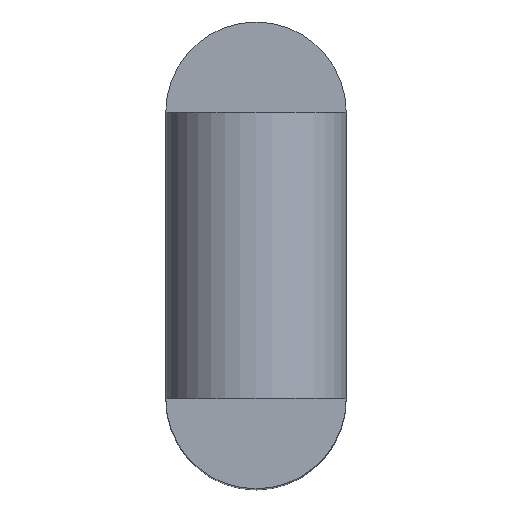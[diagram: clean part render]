
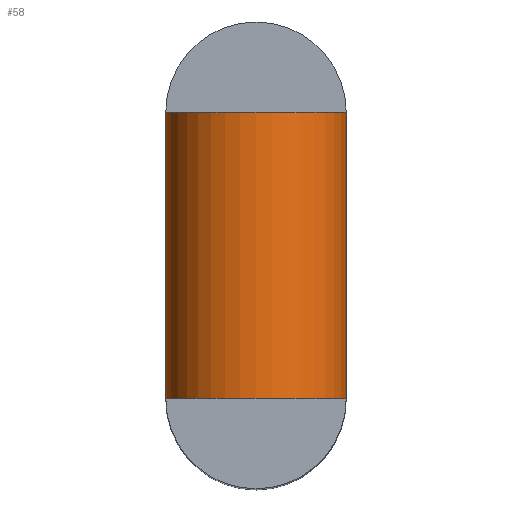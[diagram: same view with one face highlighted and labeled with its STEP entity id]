
A CAD part, top view. The second image highlights one B-rep face of the part: STEP entity #58.
In plain terms, the highlighted cylindrical face has radius 0.8 mm (diameter 1.6 mm), a full revolution.
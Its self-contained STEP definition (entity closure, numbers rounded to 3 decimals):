
#22 = VERTEX_POINT('',#23);
#23 = CARTESIAN_POINT('',(-0.8,-2.54,1.));
#24 = VERTEX_POINT('',#25);
#25 = CARTESIAN_POINT('',(0.8,-2.54,1.));
#31 = EDGE_CURVE('',#24,#22,#32,.T.);
#32 = CIRCLE('',#33,0.8);
#33 = AXIS2_PLACEMENT_3D('',#34,#35,#36);
#34 = CARTESIAN_POINT('',(0.,-2.54,1.));
#35 = DIRECTION('',(0.,-1.,0.));
#36 = DIRECTION('',(1.,0.,0.));
#58 = ADVANCED_FACE('',(#59),#103,.T.);
#59 = FACE_BOUND('',#60,.T.);
#60 = EDGE_LOOP('',(#61,#69,#76,#77,#78,#87,#96));
#61 = ORIENTED_EDGE('',*,*,#62,.T.);
#62 = EDGE_CURVE('',#63,#24,#65,.T.);
#63 = VERTEX_POINT('',#64);
#64 = CARTESIAN_POINT('',(0.8,0.,1.));
#65 = LINE('',#66,#67);
#66 = CARTESIAN_POINT('',(0.8,0.,1.));
#67 = VECTOR('',#68,1.);
#68 = DIRECTION('',(0.,-1.,0.));
#69 = ORIENTED_EDGE('',*,*,#70,.F.);
#70 = EDGE_CURVE('',#22,#24,#71,.T.);
#71 = ELLIPSE('',#72,1.131,0.8);
#72 = AXIS2_PLACEMENT_3D('',#73,#74,#75);
#73 = CARTESIAN_POINT('',(0.,-2.54,1.));
#74 = DIRECTION('',(0.,-0.707,-0.707));
#75 = DIRECTION('',(0.,-0.707,0.707));
#76 = ORIENTED_EDGE('',*,*,#31,.F.);
#77 = ORIENTED_EDGE('',*,*,#62,.F.);
#78 = ORIENTED_EDGE('',*,*,#79,.T.);
#79 = EDGE_CURVE('',#63,#80,#82,.T.);
#80 = VERTEX_POINT('',#81);
#81 = CARTESIAN_POINT('',(-0.8,0.,1.));
#82 = CIRCLE('',#83,0.8);
#83 = AXIS2_PLACEMENT_3D('',#84,#85,#86);
#84 = CARTESIAN_POINT('',(0.,0.,1.));
#85 = DIRECTION('',(0.,-1.,0.));
#86 = DIRECTION('',(1.,0.,0.));
#87 = ORIENTED_EDGE('',*,*,#88,.T.);
#88 = EDGE_CURVE('',#80,#89,#91,.T.);
#89 = VERTEX_POINT('',#90);
#90 = CARTESIAN_POINT('',(0.,-0.8,0.2));
#91 = ELLIPSE('',#92,1.131,0.8);
#92 = AXIS2_PLACEMENT_3D('',#93,#94,#95);
#93 = CARTESIAN_POINT('',(0.,0.,1.));
#94 = DIRECTION('',(0.,-0.707,0.707));
#95 = DIRECTION('',(0.,-0.707,-0.707));
#96 = ORIENTED_EDGE('',*,*,#97,.T.);
#97 = EDGE_CURVE('',#89,#63,#98,.T.);
#98 = ELLIPSE('',#99,1.131,0.8);
#99 = AXIS2_PLACEMENT_3D('',#100,#101,#102);
#100 = CARTESIAN_POINT('',(0.,0.,1.));
#101 = DIRECTION('',(0.,-0.707,0.707));
#102 = DIRECTION('',(0.,-0.707,-0.707));
#103 = CYLINDRICAL_SURFACE('',#104,0.8);
#104 = AXIS2_PLACEMENT_3D('',#105,#106,#107);
#105 = CARTESIAN_POINT('',(0.,0.,1.));
#106 = DIRECTION('',(0.,-1.,0.));
#107 = DIRECTION('',(1.,0.,0.));
